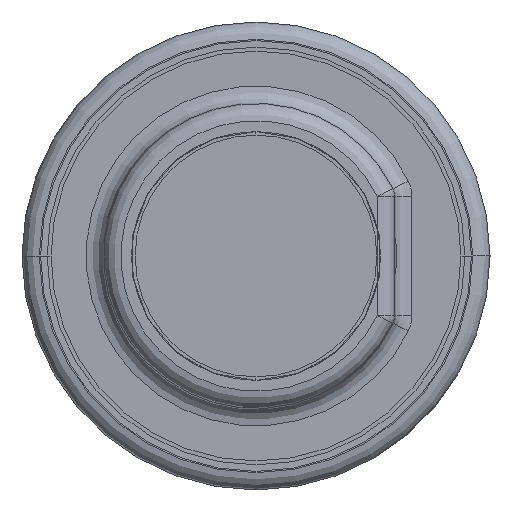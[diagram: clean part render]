
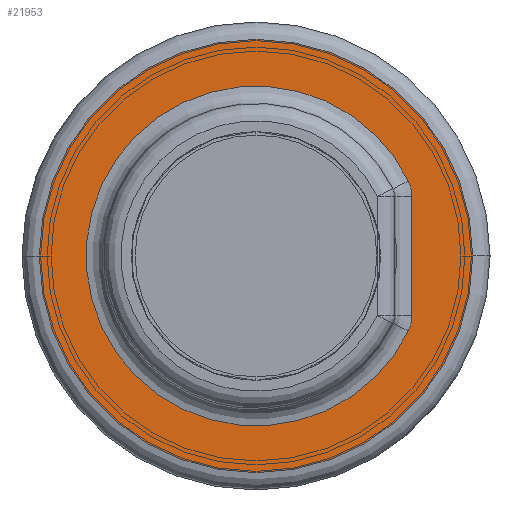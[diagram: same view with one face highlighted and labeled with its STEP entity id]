
A CAD part, left-side view. The second image highlights one B-rep face of the part: STEP entity #21953.
In plain terms, the highlighted face is planar.
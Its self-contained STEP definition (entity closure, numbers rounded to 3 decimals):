
#19973=CARTESIAN_POINT('',(0.,0.,0.));
#19974=DIRECTION('',(0.,-1.,0.));
#19975=DIRECTION('',(1.,0.,0.));
#19976=AXIS2_PLACEMENT_3D('',#19973,#19974,#19975);
#19978=CARTESIAN_POINT('',(0.,0.,0.));
#19979=DIRECTION('',(0.,-1.,0.));
#19980=DIRECTION('',(-1.,0.,0.));
#19981=AXIS2_PLACEMENT_3D('',#19978,#19979,#19980);
#19983=CARTESIAN_POINT('',(-7.,0.,3.441));
#19984=DIRECTION('',(0.,-1.,0.));
#19985=DIRECTION('',(-0.897,0.,0.441));
#19986=AXIS2_PLACEMENT_3D('',#19983,#19984,#19985);
#19988=CARTESIAN_POINT('',(0.,0.,0.));
#19989=DIRECTION('',(0.,-1.,0.));
#19990=DIRECTION('',(-0.897,0.,-0.441));
#19991=AXIS2_PLACEMENT_3D('',#19988,#19989,#19990);
#19993=CARTESIAN_POINT('',(-7.,0.,-3.441));
#19994=DIRECTION('',(0.,-1.,0.));
#19995=DIRECTION('',(-1.,0.,0.));
#19996=AXIS2_PLACEMENT_3D('',#19993,#19994,#19995);
#19998=DIRECTION('',(0.,0.,-1.));
#19999=VECTOR('',#19998,6.882);
#20000=CARTESIAN_POINT('',(-9.,0.,3.441));
#20001=LINE('',#20000,#19999);
#21646=CARTESIAN_POINT('',(12.5,0.,0.));
#21647=CARTESIAN_POINT('',(-12.5,0.,0.));
#21648=VERTEX_POINT('',#21646);
#21649=VERTEX_POINT('',#21647);
#21662=CARTESIAN_POINT('',(-8.795,0.,4.323));
#21663=CARTESIAN_POINT('',(-9.,0.,3.441));
#21664=VERTEX_POINT('',#21662);
#21665=VERTEX_POINT('',#21663);
#21668=CARTESIAN_POINT('',(-9.,0.,-3.441));
#21669=VERTEX_POINT('',#21668);
#21672=CARTESIAN_POINT('',(-8.795,0.,-4.323));
#21673=VERTEX_POINT('',#21672);
#21932=CARTESIAN_POINT('',(0.,0.,0.));
#21933=DIRECTION('',(0.,-1.,0.));
#21934=DIRECTION('',(-1.,0.,0.));
#21935=AXIS2_PLACEMENT_3D('',#21932,#21933,#21934);
#21936=PLANE('',#21935);
#21938=ORIENTED_EDGE('',*,*,#21937,.T.);
#21940=ORIENTED_EDGE('',*,*,#21939,.T.);
#21941=EDGE_LOOP('',(#21938,#21940));
#21942=FACE_OUTER_BOUND('',#21941,.F.);
#21944=ORIENTED_EDGE('',*,*,#21943,.F.);
#21946=ORIENTED_EDGE('',*,*,#21945,.F.);
#21948=ORIENTED_EDGE('',*,*,#21947,.F.);
#21950=ORIENTED_EDGE('',*,*,#21949,.F.);
#21951=EDGE_LOOP('',(#21944,#21946,#21948,#21950));
#21952=FACE_BOUND('',#21951,.F.);
#21953=ADVANCED_FACE('',(#21942,#21952),#21936,.F.);
#19977=CIRCLE('',#19976,12.5);
#19982=CIRCLE('',#19981,12.5);
#19987=CIRCLE('',#19986,2.);
#19992=CIRCLE('',#19991,9.8);
#19997=CIRCLE('',#19996,2.);
#21937=EDGE_CURVE('',#21648,#21649,#19977,.T.);
#21939=EDGE_CURVE('',#21649,#21648,#19982,.T.);
#21943=EDGE_CURVE('',#21664,#21665,#19987,.T.);
#21945=EDGE_CURVE('',#21673,#21664,#19992,.T.);
#21947=EDGE_CURVE('',#21669,#21673,#19997,.T.);
#21949=EDGE_CURVE('',#21665,#21669,#20001,.T.);
